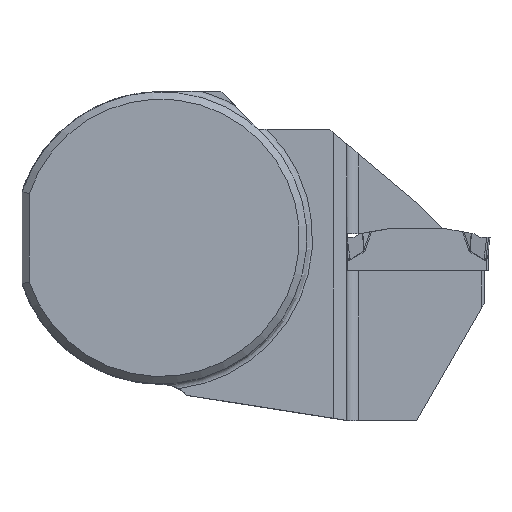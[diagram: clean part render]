
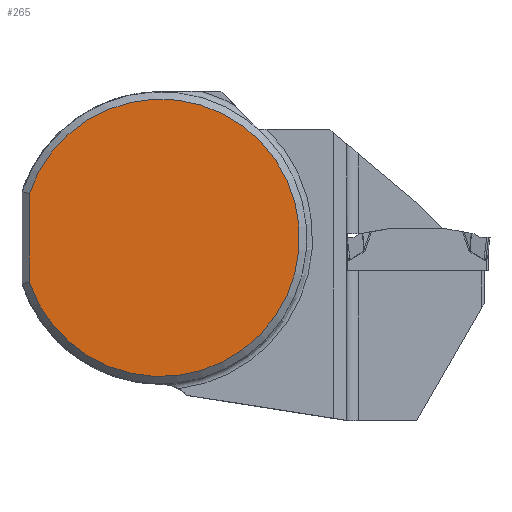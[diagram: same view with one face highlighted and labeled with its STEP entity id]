
A CAD part, top view. The second image highlights one B-rep face of the part: STEP entity #265.
In plain terms, the highlighted planar face has unit normal (0, 0, 1).
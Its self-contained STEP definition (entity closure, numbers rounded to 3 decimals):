
#210=PLANE('',#2022);
#265=ADVANCED_FACE('',(#393),#210,.F.);
#393=FACE_OUTER_BOUND('',#500,.T.);
#500=EDGE_LOOP('',(#919,#920));
#625=LINE('',#2608,#768);
#768=VECTOR('',#2183,1.);
#919=ORIENTED_EDGE('',*,*,#1650,.F.);
#920=ORIENTED_EDGE('',*,*,#1651,.T.);
#1475=VERTEX_POINT('',#2609);
#1476=VERTEX_POINT('',#2610);
#1650=EDGE_CURVE('',#1475,#1476,#625,.T.);
#1651=EDGE_CURVE('',#1475,#1476,#1920,.T.);
#1920=CIRCLE('',#2021,19.);
#2021=AXIS2_PLACEMENT_3D('',#2611,#2184,#2185);
#2022=AXIS2_PLACEMENT_3D('',#2612,#2186,#2187);
#2183=DIRECTION('',(0.,1.,0.));
#2184=DIRECTION('',(0.,0.,1.));
#2185=DIRECTION('',(1.,0.,0.));
#2186=DIRECTION('',(0.,0.,-1.));
#2187=DIRECTION('',(1.,0.,0.));
#2608=CARTESIAN_POINT('',(-18.,0.,0.325));
#2609=CARTESIAN_POINT('',(-18.,-6.083,0.325));
#2610=CARTESIAN_POINT('',(-18.,6.083,0.325));
#2611=CARTESIAN_POINT('',(0.,0.,0.325));
#2612=CARTESIAN_POINT('',(0.,0.,0.325));
